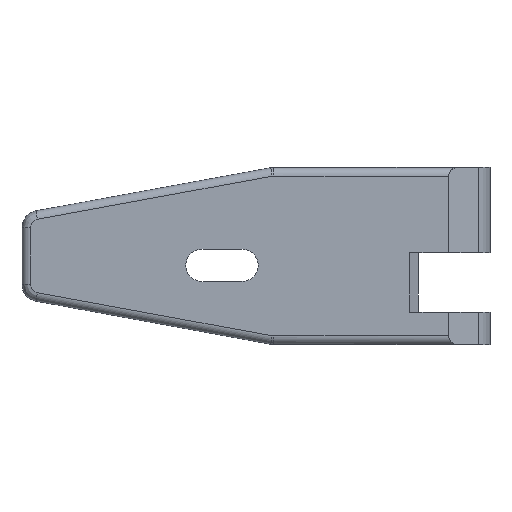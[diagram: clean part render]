
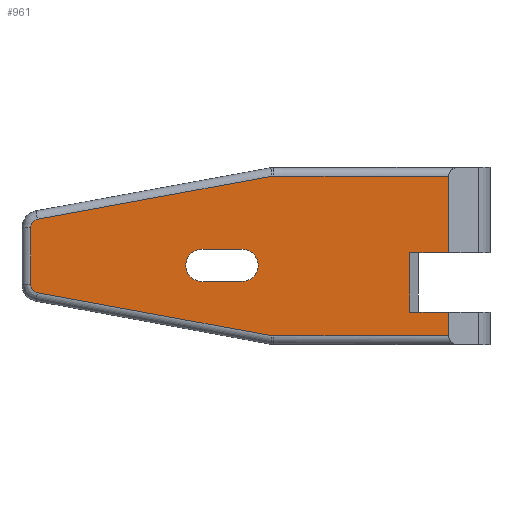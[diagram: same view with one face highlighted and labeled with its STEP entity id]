
A CAD part, left-side view. The second image highlights one B-rep face of the part: STEP entity #961.
In plain terms, the highlighted planar face has unit normal (-1, 0, 0).
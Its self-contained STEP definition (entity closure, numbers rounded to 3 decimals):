
#19=FACE_BOUND('',#122,.T.);
#30=PLANE('',#1031);
#67=FACE_OUTER_BOUND('',#121,.T.);
#121=EDGE_LOOP('',(#672,#673,#674,#675,#676,#677,#678,#679,#680,#681,#682,
#683,#684,#685));
#122=EDGE_LOOP('',(#686,#687,#688,#689));
#180=CIRCLE('',#1013,1.);
#184=CIRCLE('',#1018,1.);
#188=CIRCLE('',#1023,1.);
#192=CIRCLE('',#1028,1.);
#193=CIRCLE('',#1032,1.9);
#194=CIRCLE('',#1033,1.9);
#237=LINE('',#1435,#314);
#240=LINE('',#1458,#317);
#242=LINE('',#1478,#319);
#244=LINE('',#1498,#321);
#246=LINE('',#1518,#323);
#247=LINE('',#1521,#324);
#248=LINE('',#1523,#325);
#249=LINE('',#1525,#326);
#250=LINE('',#1527,#327);
#251=LINE('',#1528,#328);
#252=LINE('',#1533,#329);
#253=LINE('',#1536,#330);
#314=VECTOR('',#1128,10.);
#317=VECTOR('',#1143,10.);
#319=VECTOR('',#1155,10.);
#321=VECTOR('',#1167,10.);
#323=VECTOR('',#1179,10.);
#324=VECTOR('',#1182,10.);
#325=VECTOR('',#1183,10.);
#326=VECTOR('',#1184,10.);
#327=VECTOR('',#1185,10.);
#328=VECTOR('',#1186,10.);
#329=VECTOR('',#1189,10.);
#330=VECTOR('',#1192,10.);
#396=VERTEX_POINT('',#1432);
#397=VERTEX_POINT('',#1434);
#399=VERTEX_POINT('',#1448);
#401=VERTEX_POINT('',#1454);
#403=VERTEX_POINT('',#1468);
#405=VERTEX_POINT('',#1474);
#407=VERTEX_POINT('',#1488);
#409=VERTEX_POINT('',#1494);
#411=VERTEX_POINT('',#1508);
#413=VERTEX_POINT('',#1514);
#415=VERTEX_POINT('',#1520);
#416=VERTEX_POINT('',#1522);
#417=VERTEX_POINT('',#1524);
#418=VERTEX_POINT('',#1526);
#419=VERTEX_POINT('',#1529);
#420=VERTEX_POINT('',#1530);
#421=VERTEX_POINT('',#1532);
#422=VERTEX_POINT('',#1534);
#492=EDGE_CURVE('',#396,#397,#237,.T.);
#497=EDGE_CURVE('',#397,#399,#180,.T.);
#500=EDGE_CURVE('',#399,#401,#240,.T.);
#503=EDGE_CURVE('',#401,#403,#184,.T.);
#506=EDGE_CURVE('',#403,#405,#242,.T.);
#509=EDGE_CURVE('',#405,#407,#188,.T.);
#512=EDGE_CURVE('',#407,#409,#244,.T.);
#515=EDGE_CURVE('',#409,#411,#192,.T.);
#518=EDGE_CURVE('',#411,#413,#246,.T.);
#519=EDGE_CURVE('',#415,#396,#247,.T.);
#520=EDGE_CURVE('',#416,#415,#248,.T.);
#521=EDGE_CURVE('',#417,#416,#249,.T.);
#522=EDGE_CURVE('',#418,#417,#250,.T.);
#523=EDGE_CURVE('',#413,#418,#251,.T.);
#524=EDGE_CURVE('',#419,#420,#193,.T.);
#525=EDGE_CURVE('',#420,#421,#252,.T.);
#526=EDGE_CURVE('',#421,#422,#194,.T.);
#527=EDGE_CURVE('',#422,#419,#253,.T.);
#672=ORIENTED_EDGE('',*,*,#518,.F.);
#673=ORIENTED_EDGE('',*,*,#515,.F.);
#674=ORIENTED_EDGE('',*,*,#512,.F.);
#675=ORIENTED_EDGE('',*,*,#509,.F.);
#676=ORIENTED_EDGE('',*,*,#506,.F.);
#677=ORIENTED_EDGE('',*,*,#503,.F.);
#678=ORIENTED_EDGE('',*,*,#500,.F.);
#679=ORIENTED_EDGE('',*,*,#497,.F.);
#680=ORIENTED_EDGE('',*,*,#492,.F.);
#681=ORIENTED_EDGE('',*,*,#519,.F.);
#682=ORIENTED_EDGE('',*,*,#520,.F.);
#683=ORIENTED_EDGE('',*,*,#521,.F.);
#684=ORIENTED_EDGE('',*,*,#522,.F.);
#685=ORIENTED_EDGE('',*,*,#523,.F.);
#686=ORIENTED_EDGE('',*,*,#524,.T.);
#687=ORIENTED_EDGE('',*,*,#525,.T.);
#688=ORIENTED_EDGE('',*,*,#526,.T.);
#689=ORIENTED_EDGE('',*,*,#527,.T.);
#961=ADVANCED_FACE('',(#67,#19),#30,.T.);
#1013=AXIS2_PLACEMENT_3D('',#1452,#1136,#1137);
#1018=AXIS2_PLACEMENT_3D('',#1472,#1148,#1149);
#1023=AXIS2_PLACEMENT_3D('',#1492,#1160,#1161);
#1028=AXIS2_PLACEMENT_3D('',#1512,#1172,#1173);
#1031=AXIS2_PLACEMENT_3D('',#1519,#1180,#1181);
#1032=AXIS2_PLACEMENT_3D('',#1531,#1187,#1188);
#1033=AXIS2_PLACEMENT_3D('',#1535,#1190,#1191);
#1128=DIRECTION('',(0.,1.,0.));
#1136=DIRECTION('center_axis',(1.,0.,0.));
#1137=DIRECTION('ref_axis',(0.,0.091,-0.996));
#1143=DIRECTION('',(0.,0.984,0.181));
#1148=DIRECTION('center_axis',(1.,0.,0.));
#1149=DIRECTION('ref_axis',(0.,0.768,-0.64));
#1155=DIRECTION('',(0.,0.,1.));
#1160=DIRECTION('center_axis',(1.,0.,0.));
#1161=DIRECTION('ref_axis',(0.,0.768,0.64));
#1167=DIRECTION('',(0.,-0.984,0.181));
#1172=DIRECTION('center_axis',(1.,0.,0.));
#1173=DIRECTION('ref_axis',(0.,0.091,0.996));
#1179=DIRECTION('',(0.,-1.,0.));
#1180=DIRECTION('center_axis',(-1.,0.,0.));
#1181=DIRECTION('ref_axis',(0.,-1.,0.));
#1182=DIRECTION('',(0.,0.,-1.));
#1183=DIRECTION('',(0.,-1.,0.));
#1184=DIRECTION('',(0.,0.,-1.));
#1185=DIRECTION('',(0.,1.,0.));
#1186=DIRECTION('',(0.,0.,-1.));
#1187=DIRECTION('center_axis',(1.,0.,0.));
#1188=DIRECTION('ref_axis',(0.,0.,-1.));
#1189=DIRECTION('',(0.,1.,0.));
#1190=DIRECTION('center_axis',(1.,0.,0.));
#1191=DIRECTION('ref_axis',(0.,0.,1.));
#1192=DIRECTION('',(0.,-1.,0.));
#1432=CARTESIAN_POINT('',(-22.275,1.345,-10.4));
#1434=CARTESIAN_POINT('',(-22.275,21.893,-10.4));
#1435=CARTESIAN_POINT('',(-22.275,10.309,-10.4));
#1448=CARTESIAN_POINT('',(-22.275,22.074,-10.384));
#1452=CARTESIAN_POINT('Origin',(-22.275,21.893,-9.4));
#1454=CARTESIAN_POINT('',(-22.275,49.656,-5.317));
#1458=CARTESIAN_POINT('',(-22.275,14.125,-11.843));
#1468=CARTESIAN_POINT('',(-22.275,50.475,-4.334));
#1472=CARTESIAN_POINT('Origin',(-22.275,49.475,-4.334));
#1474=CARTESIAN_POINT('',(-22.275,50.475,2.334));
#1478=CARTESIAN_POINT('',(-22.275,50.475,0.));
#1488=CARTESIAN_POINT('',(-22.275,49.656,3.317));
#1492=CARTESIAN_POINT('Origin',(-22.275,49.475,2.334));
#1494=CARTESIAN_POINT('',(-22.275,22.074,8.384));
#1498=CARTESIAN_POINT('',(-22.275,28.647,7.176));
#1508=CARTESIAN_POINT('',(-22.275,21.893,8.4));
#1512=CARTESIAN_POINT('Origin',(-22.275,21.893,7.4));
#1514=CARTESIAN_POINT('',(-22.275,1.345,8.4));
#1518=CARTESIAN_POINT('',(-22.275,10.26,8.4));
#1519=CARTESIAN_POINT('Origin',(-22.275,3.918,0.));
#1520=CARTESIAN_POINT('',(-22.275,1.345,-7.6));
#1521=CARTESIAN_POINT('',(-22.275,1.345,0.));
#1522=CARTESIAN_POINT('',(-22.275,5.918,-7.6));
#1523=CARTESIAN_POINT('',(-22.275,3.918,-7.6));
#1524=CARTESIAN_POINT('',(-22.275,5.918,-0.6));
#1525=CARTESIAN_POINT('',(-22.275,5.918,0.));
#1526=CARTESIAN_POINT('',(-22.275,1.345,-0.6));
#1527=CARTESIAN_POINT('',(-22.275,51.475,-0.6));
#1528=CARTESIAN_POINT('',(-22.275,1.345,0.));
#1529=CARTESIAN_POINT('',(-22.275,25.625,-0.2));
#1530=CARTESIAN_POINT('',(-22.275,25.625,-4.));
#1531=CARTESIAN_POINT('Origin',(-22.275,25.625,-2.1));
#1532=CARTESIAN_POINT('',(-22.275,30.325,-4.));
#1533=CARTESIAN_POINT('',(-22.275,14.772,-4.));
#1534=CARTESIAN_POINT('',(-22.275,30.325,-0.2));
#1535=CARTESIAN_POINT('Origin',(-22.275,30.325,-2.1));
#1536=CARTESIAN_POINT('',(-22.275,17.122,-0.2));
